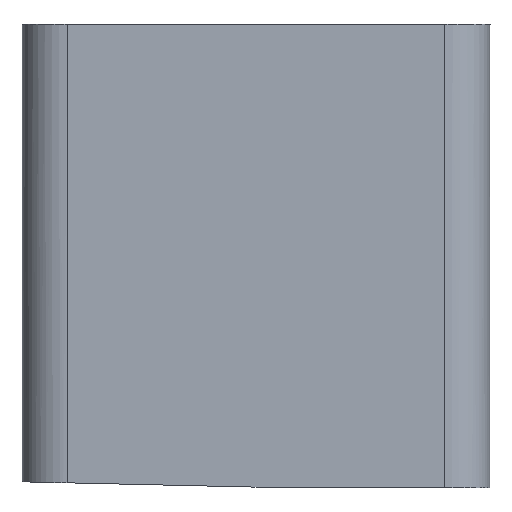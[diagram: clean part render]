
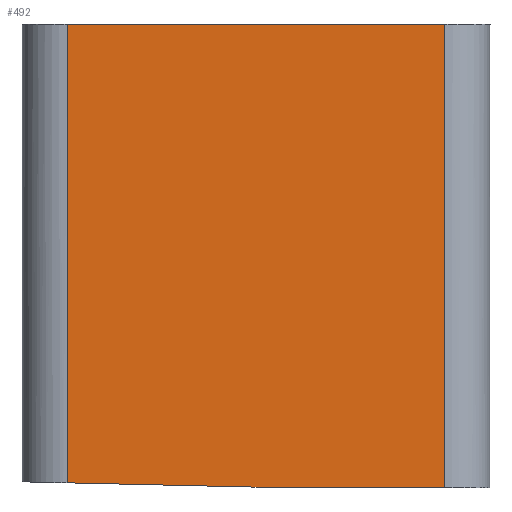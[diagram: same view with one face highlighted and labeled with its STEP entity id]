
A CAD part, left-side view. The second image highlights one B-rep face of the part: STEP entity #492.
In plain terms, the highlighted planar face has unit normal (-1, 0, 0).
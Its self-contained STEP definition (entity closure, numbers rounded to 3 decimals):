
#32 = PLANE('',#33);
#33 = AXIS2_PLACEMENT_3D('',#34,#35,#36);
#34 = CARTESIAN_POINT('',(5000.,20.,-37.));
#35 = DIRECTION('',(0.,0.,1.));
#36 = DIRECTION('',(0.,-1.,0.));
#57 = VERTEX_POINT('',#58);
#58 = CARTESIAN_POINT('',(-3.,12.5,-37.));
#73 = CYLINDRICAL_SURFACE('',#74,3.);
#74 = AXIS2_PLACEMENT_3D('',#75,#76,#77);
#75 = CARTESIAN_POINT('',(0.,12.5,0.));
#76 = DIRECTION('',(0.,0.,1.));
#77 = DIRECTION('',(1.,0.,0.));
#85 = EDGE_CURVE('',#57,#86,#88,.T.);
#86 = VERTEX_POINT('',#87);
#87 = CARTESIAN_POINT('',(-3.,-12.5,-37.));
#88 = SURFACE_CURVE('',#89,(#93,#100),.PCURVE_S1.);
#89 = LINE('',#90,#91);
#90 = CARTESIAN_POINT('',(-3.,16.25,-37.));
#91 = VECTOR('',#92,1.);
#92 = DIRECTION('',(0.,-1.,0.));
#93 = PCURVE('',#32,#94);
#94 = DEFINITIONAL_REPRESENTATION('',(#95),#99);
#95 = LINE('',#96,#97);
#96 = CARTESIAN_POINT('',(3.75,-5003.));
#97 = VECTOR('',#98,1.);
#98 = DIRECTION('',(1.,0.));
#99 = ( GEOMETRIC_REPRESENTATION_CONTEXT(2) 
PARAMETRIC_REPRESENTATION_CONTEXT() REPRESENTATION_CONTEXT('2D SPACE',''
  ) );
#100 = PCURVE('',#101,#106);
#101 = PLANE('',#102);
#102 = AXIS2_PLACEMENT_3D('',#103,#104,#105);
#103 = CARTESIAN_POINT('',(-3.,12.5,0.));
#104 = DIRECTION('',(-1.,0.,0.));
#105 = DIRECTION('',(0.,-1.,0.));
#106 = DEFINITIONAL_REPRESENTATION('',(#107),#111);
#107 = LINE('',#108,#109);
#108 = CARTESIAN_POINT('',(-3.75,-37.));
#109 = VECTOR('',#110,1.);
#110 = DIRECTION('',(1.,0.));
#111 = ( GEOMETRIC_REPRESENTATION_CONTEXT(2) 
PARAMETRIC_REPRESENTATION_CONTEXT() REPRESENTATION_CONTEXT('2D SPACE',''
  ) );
#128 = CYLINDRICAL_SURFACE('',#129,3.);
#129 = AXIS2_PLACEMENT_3D('',#130,#131,#132);
#130 = CARTESIAN_POINT('',(0.,-12.5,0.));
#131 = DIRECTION('',(0.,0.,1.));
#132 = DIRECTION('',(1.,0.,0.));
#187 = B_SPLINE_SURFACE_WITH_KNOTS('',1,1,(
    (#188,#189)
    ,(#190,#191)),.UNSPECIFIED.,.F.,.F.,.F.,(2,2),(2,2),(0.,7.),(0.,1.),
  .PIECEWISE_BEZIER_KNOTS.);
#188 = CARTESIAN_POINT('',(3.5,0.,-67.673));
#189 = CARTESIAN_POINT('',(3.,90.,-65.635));
#190 = CARTESIAN_POINT('',(-3.5,0.,-67.673));
#191 = CARTESIAN_POINT('',(-3.,90.,-65.635));
#221 = B_SPLINE_SURFACE_WITH_KNOTS('',1,1,(
    (#222,#223)
    ,(#224,#225)),.UNSPECIFIED.,.F.,.F.,.F.,(2,2),(2,2),(0.,7.),(0.,1.),
  .PIECEWISE_BEZIER_KNOTS.);
#222 = CARTESIAN_POINT('',(3.,-90.,-67.996));
#223 = CARTESIAN_POINT('',(3.5,0.,-67.673));
#224 = CARTESIAN_POINT('',(-3.,-90.,-67.996));
#225 = CARTESIAN_POINT('',(-3.5,0.,-67.673));
#260 = EDGE_CURVE('',#86,#261,#263,.T.);
#261 = VERTEX_POINT('',#262);
#262 = CARTESIAN_POINT('',(-3.,-12.5,-67.718));
#263 = SURFACE_CURVE('',#264,(#268,#275),.PCURVE_S1.);
#264 = LINE('',#265,#266);
#265 = CARTESIAN_POINT('',(-3.,-12.5,0.));
#266 = VECTOR('',#267,1.);
#267 = DIRECTION('',(-0.,0.,-1.));
#268 = PCURVE('',#128,#269);
#269 = DEFINITIONAL_REPRESENTATION('',(#270),#274);
#270 = LINE('',#271,#272);
#271 = CARTESIAN_POINT('',(3.142,0.));
#272 = VECTOR('',#273,1.);
#273 = DIRECTION('',(0.,-1.));
#274 = ( GEOMETRIC_REPRESENTATION_CONTEXT(2) 
PARAMETRIC_REPRESENTATION_CONTEXT() REPRESENTATION_CONTEXT('2D SPACE',''
  ) );
#275 = PCURVE('',#101,#276);
#276 = DEFINITIONAL_REPRESENTATION('',(#277),#281);
#277 = LINE('',#278,#279);
#278 = CARTESIAN_POINT('',(25.,0.));
#279 = VECTOR('',#280,1.);
#280 = DIRECTION('',(0.,-1.));
#281 = ( GEOMETRIC_REPRESENTATION_CONTEXT(2) 
PARAMETRIC_REPRESENTATION_CONTEXT() REPRESENTATION_CONTEXT('2D SPACE',''
  ) );
#492 = ADVANCED_FACE('',(#493),#101,.T.);
#493 = FACE_BOUND('',#494,.T.);
#494 = EDGE_LOOP('',(#495,#496,#519,#548,#575));
#495 = ORIENTED_EDGE('',*,*,#85,.F.);
#496 = ORIENTED_EDGE('',*,*,#497,.T.);
#497 = EDGE_CURVE('',#57,#498,#500,.T.);
#498 = VERTEX_POINT('',#499);
#499 = CARTESIAN_POINT('',(-3.,12.5,-67.39));
#500 = SURFACE_CURVE('',#501,(#505,#512),.PCURVE_S1.);
#501 = LINE('',#502,#503);
#502 = CARTESIAN_POINT('',(-3.,12.5,0.));
#503 = VECTOR('',#504,1.);
#504 = DIRECTION('',(-0.,0.,-1.));
#505 = PCURVE('',#101,#506);
#506 = DEFINITIONAL_REPRESENTATION('',(#507),#511);
#507 = LINE('',#508,#509);
#508 = CARTESIAN_POINT('',(0.,0.));
#509 = VECTOR('',#510,1.);
#510 = DIRECTION('',(0.,-1.));
#511 = ( GEOMETRIC_REPRESENTATION_CONTEXT(2) 
PARAMETRIC_REPRESENTATION_CONTEXT() REPRESENTATION_CONTEXT('2D SPACE',''
  ) );
#512 = PCURVE('',#73,#513);
#513 = DEFINITIONAL_REPRESENTATION('',(#514),#518);
#514 = LINE('',#515,#516);
#515 = CARTESIAN_POINT('',(3.142,0.));
#516 = VECTOR('',#517,1.);
#517 = DIRECTION('',(0.,-1.));
#518 = ( GEOMETRIC_REPRESENTATION_CONTEXT(2) 
PARAMETRIC_REPRESENTATION_CONTEXT() REPRESENTATION_CONTEXT('2D SPACE',''
  ) );
#519 = ORIENTED_EDGE('',*,*,#520,.F.);
#520 = EDGE_CURVE('',#521,#498,#523,.T.);
#521 = VERTEX_POINT('',#522);
#522 = CARTESIAN_POINT('',(-3.,0.,-67.673));
#523 = SURFACE_CURVE('',#524,(#530,#539),.PCURVE_S1.);
#524 = B_SPLINE_CURVE_WITH_KNOTS('',4,(#525,#526,#527,#528,#529),
  .UNSPECIFIED.,.F.,.F.,(5,5),(0.,1.),.PIECEWISE_BEZIER_KNOTS.);
#525 = CARTESIAN_POINT('',(-3.,0.,-67.673));
#526 = CARTESIAN_POINT('',(-3.,3.125,-67.602));
#527 = CARTESIAN_POINT('',(-3.,6.25,-67.531));
#528 = CARTESIAN_POINT('',(-3.,9.375,-67.461));
#529 = CARTESIAN_POINT('',(-3.,12.5,-67.39));
#530 = PCURVE('',#101,#531);
#531 = DEFINITIONAL_REPRESENTATION('',(#532),#538);
#532 = B_SPLINE_CURVE_WITH_KNOTS('',4,(#533,#534,#535,#536,#537),
  .UNSPECIFIED.,.F.,.F.,(5,5),(0.,1.),.PIECEWISE_BEZIER_KNOTS.);
#533 = CARTESIAN_POINT('',(12.5,-67.673));
#534 = CARTESIAN_POINT('',(9.375,-67.602));
#535 = CARTESIAN_POINT('',(6.25,-67.531));
#536 = CARTESIAN_POINT('',(3.125,-67.461));
#537 = CARTESIAN_POINT('',(0.,-67.39));
#538 = ( GEOMETRIC_REPRESENTATION_CONTEXT(2) 
PARAMETRIC_REPRESENTATION_CONTEXT() REPRESENTATION_CONTEXT('2D SPACE',''
  ) );
#539 = PCURVE('',#187,#540);
#540 = DEFINITIONAL_REPRESENTATION('',(#541),#547);
#541 = B_SPLINE_CURVE_WITH_KNOTS('',4,(#542,#543,#544,#545,#546),
  .UNSPECIFIED.,.F.,.F.,(5,5),(0.,1.),.PIECEWISE_BEZIER_KNOTS.);
#542 = CARTESIAN_POINT('',(6.5,0.));
#543 = CARTESIAN_POINT('',(6.515,0.035));
#544 = CARTESIAN_POINT('',(6.53,0.069));
#545 = CARTESIAN_POINT('',(6.545,0.104));
#546 = CARTESIAN_POINT('',(6.561,0.139));
#547 = ( GEOMETRIC_REPRESENTATION_CONTEXT(2) 
PARAMETRIC_REPRESENTATION_CONTEXT() REPRESENTATION_CONTEXT('2D SPACE',''
  ) );
#548 = ORIENTED_EDGE('',*,*,#549,.F.);
#549 = EDGE_CURVE('',#261,#521,#550,.T.);
#550 = SURFACE_CURVE('',#551,(#557,#566),.PCURVE_S1.);
#551 = B_SPLINE_CURVE_WITH_KNOTS('',4,(#552,#553,#554,#555,#556),
  .UNSPECIFIED.,.F.,.F.,(5,5),(0.,1.),.PIECEWISE_BEZIER_KNOTS.);
#552 = CARTESIAN_POINT('',(-3.,-12.5,-67.718));
#553 = CARTESIAN_POINT('',(-3.,-9.375,-67.707));
#554 = CARTESIAN_POINT('',(-3.,-6.25,-67.695));
#555 = CARTESIAN_POINT('',(-3.,-3.125,-67.684));
#556 = CARTESIAN_POINT('',(-3.,0.,-67.673));
#557 = PCURVE('',#101,#558);
#558 = DEFINITIONAL_REPRESENTATION('',(#559),#565);
#559 = B_SPLINE_CURVE_WITH_KNOTS('',4,(#560,#561,#562,#563,#564),
  .UNSPECIFIED.,.F.,.F.,(5,5),(0.,1.),.PIECEWISE_BEZIER_KNOTS.);
#560 = CARTESIAN_POINT('',(25.,-67.718));
#561 = CARTESIAN_POINT('',(21.875,-67.707));
#562 = CARTESIAN_POINT('',(18.75,-67.695));
#563 = CARTESIAN_POINT('',(15.625,-67.684));
#564 = CARTESIAN_POINT('',(12.5,-67.673));
#565 = ( GEOMETRIC_REPRESENTATION_CONTEXT(2) 
PARAMETRIC_REPRESENTATION_CONTEXT() REPRESENTATION_CONTEXT('2D SPACE',''
  ) );
#566 = PCURVE('',#221,#567);
#567 = DEFINITIONAL_REPRESENTATION('',(#568),#574);
#568 = B_SPLINE_CURVE_WITH_KNOTS('',4,(#569,#570,#571,#572,#573),
  .UNSPECIFIED.,.F.,.F.,(5,5),(0.,1.),.PIECEWISE_BEZIER_KNOTS.);
#569 = CARTESIAN_POINT('',(6.561,0.861));
#570 = CARTESIAN_POINT('',(6.545,0.896));
#571 = CARTESIAN_POINT('',(6.53,0.931));
#572 = CARTESIAN_POINT('',(6.515,0.965));
#573 = CARTESIAN_POINT('',(6.5,1.));
#574 = ( GEOMETRIC_REPRESENTATION_CONTEXT(2) 
PARAMETRIC_REPRESENTATION_CONTEXT() REPRESENTATION_CONTEXT('2D SPACE',''
  ) );
#575 = ORIENTED_EDGE('',*,*,#260,.F.);
